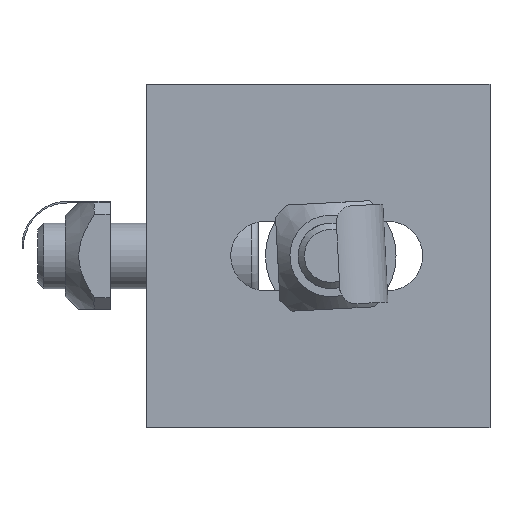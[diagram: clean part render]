
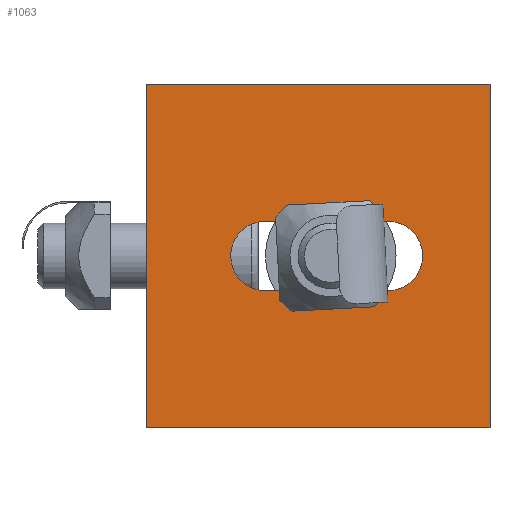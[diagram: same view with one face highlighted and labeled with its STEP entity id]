
A CAD part, front view. The second image highlights one B-rep face of the part: STEP entity #1063.
In plain terms, the highlighted planar face has unit normal (0, -1, 0).
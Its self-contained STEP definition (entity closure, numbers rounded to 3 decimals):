
#82=FACE_BOUND('',#213,.T.);
#94=CIRCLE('',#1214,4.25);
#96=CIRCLE('',#1218,4.25);
#151=FACE_OUTER_BOUND('',#212,.T.);
#212=EDGE_LOOP('',(#794,#795,#796,#797));
#213=EDGE_LOOP('',(#798,#799,#800,#801));
#270=LINE('',#1635,#368);
#275=LINE('',#1649,#373);
#293=LINE('',#1689,#391);
#300=LINE('',#1703,#398);
#305=LINE('',#1713,#403);
#306=LINE('',#1714,#404);
#368=VECTOR('',#1334,10.);
#373=VECTOR('',#1347,10.);
#391=VECTOR('',#1381,10.);
#398=VECTOR('',#1394,10.);
#403=VECTOR('',#1403,10.);
#404=VECTOR('',#1404,10.);
#466=VERTEX_POINT('',#1633);
#467=VERTEX_POINT('',#1634);
#470=VERTEX_POINT('',#1642);
#472=VERTEX_POINT('',#1648);
#485=VERTEX_POINT('',#1686);
#486=VERTEX_POINT('',#1688);
#490=VERTEX_POINT('',#1702);
#493=VERTEX_POINT('',#1712);
#570=EDGE_CURVE('',#466,#467,#270,.T.);
#574=EDGE_CURVE('',#467,#470,#94,.T.);
#577=EDGE_CURVE('',#470,#472,#275,.T.);
#580=EDGE_CURVE('',#472,#466,#96,.T.);
#597=EDGE_CURVE('',#485,#486,#293,.T.);
#604=EDGE_CURVE('',#490,#486,#300,.T.);
#609=EDGE_CURVE('',#485,#493,#305,.T.);
#610=EDGE_CURVE('',#490,#493,#306,.T.);
#794=ORIENTED_EDGE('',*,*,#609,.T.);
#795=ORIENTED_EDGE('',*,*,#610,.F.);
#796=ORIENTED_EDGE('',*,*,#604,.T.);
#797=ORIENTED_EDGE('',*,*,#597,.F.);
#798=ORIENTED_EDGE('',*,*,#577,.T.);
#799=ORIENTED_EDGE('',*,*,#580,.T.);
#800=ORIENTED_EDGE('',*,*,#570,.T.);
#801=ORIENTED_EDGE('',*,*,#574,.T.);
#1018=PLANE('',#1229);
#1063=ADVANCED_FACE('',(#151,#82),#1018,.T.);
#1214=AXIS2_PLACEMENT_3D('',#1643,#1340,#1341);
#1218=AXIS2_PLACEMENT_3D('',#1654,#1352,#1353);
#1229=AXIS2_PLACEMENT_3D('',#1711,#1401,#1402);
#1334=DIRECTION('',(1.,0.,0.));
#1340=DIRECTION('center_axis',(0.,1.,0.));
#1341=DIRECTION('ref_axis',(0.,0.,1.));
#1347=DIRECTION('',(-1.,0.,0.));
#1352=DIRECTION('center_axis',(0.,1.,0.));
#1353=DIRECTION('ref_axis',(0.,0.,-1.));
#1381=DIRECTION('',(0.,0.,-1.));
#1394=DIRECTION('',(1.,0.,0.));
#1401=DIRECTION('center_axis',(0.,-1.,0.));
#1402=DIRECTION('ref_axis',(0.,0.,-1.));
#1403=DIRECTION('',(-1.,0.,0.));
#1404=DIRECTION('',(0.,0.,1.));
#1633=CARTESIAN_POINT('',(14.5,0.,4.258));
#1634=CARTESIAN_POINT('',(29.5,0.,4.258));
#1635=CARTESIAN_POINT('',(28.25,0.,4.258));
#1642=CARTESIAN_POINT('',(29.5,0.,-4.242));
#1643=CARTESIAN_POINT('Origin',(29.5,0.,0.008));
#1648=CARTESIAN_POINT('',(14.5,0.,-4.242));
#1649=CARTESIAN_POINT('',(35.75,0.,-4.242));
#1654=CARTESIAN_POINT('Origin',(14.5,0.,0.008));
#1686=CARTESIAN_POINT('',(42.,0.,21.));
#1688=CARTESIAN_POINT('',(42.,0.,-21.));
#1689=CARTESIAN_POINT('',(42.,0.,0.));
#1702=CARTESIAN_POINT('',(0.,0.,-21.));
#1703=CARTESIAN_POINT('',(42.,0.,-21.));
#1711=CARTESIAN_POINT('Origin',(42.,0.,0.));
#1712=CARTESIAN_POINT('',(0.,0.,21.));
#1713=CARTESIAN_POINT('',(42.,0.,21.));
#1714=CARTESIAN_POINT('',(0.,0.,0.));
